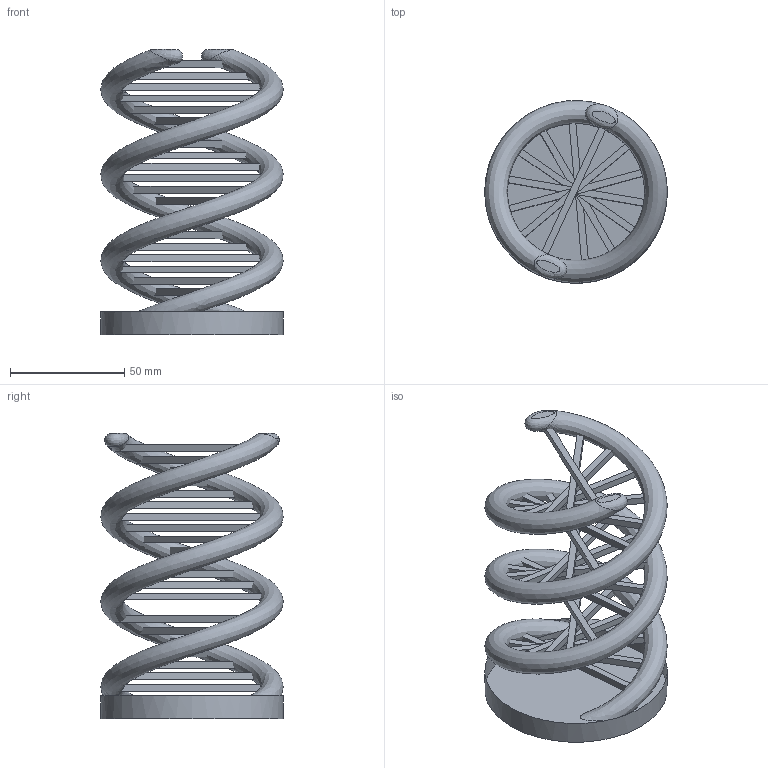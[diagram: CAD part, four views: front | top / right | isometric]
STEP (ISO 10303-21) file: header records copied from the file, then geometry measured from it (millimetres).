
FILE_DESCRIPTION(/* description */ (''),/* implementation_level */ '2;1');
FILE_NAME(/* name */ 'DNA helix String art thick.step',/* time_stamp */ '2024-06-29T16:49:32-04:00',/* author */ (''),/* organization */ (''),/* preprocessor_version */ 'ST-DEVELOPER v20',/* originating_system */ 'Autodesk Translation Framework v13.14.0.145',/* authorisation */ '');
FILE_SCHEMA (('AUTOMOTIVE_DESIGN { 1 0 10303 214 3 1 1 }'));
Length unit declared in the file: millimetre
Products named in the file (1): DNA helix String art
Bounding box: 80.01 x 80 x 125 mm (x, y, z)
Volume: 116240.7 mm3; surface area: 52547.4 mm2
Topology: 22 solids, 22 shells, 135 faces, 269 edges, 178 vertices
Faces by surface type: plane 130, bspline 4, cylinder 1
Full cylindrical faces by diameter (mm): 80 x1
Entity records: 4868 total; most frequent: CARTESIAN_POINT 2054, ORIENTED_EDGE 538, DIRECTION 529, EDGE_CURVE 269, LINE 253, VECTOR 253, VERTEX_POINT 178, AXIS2_PLACEMENT_3D 138
